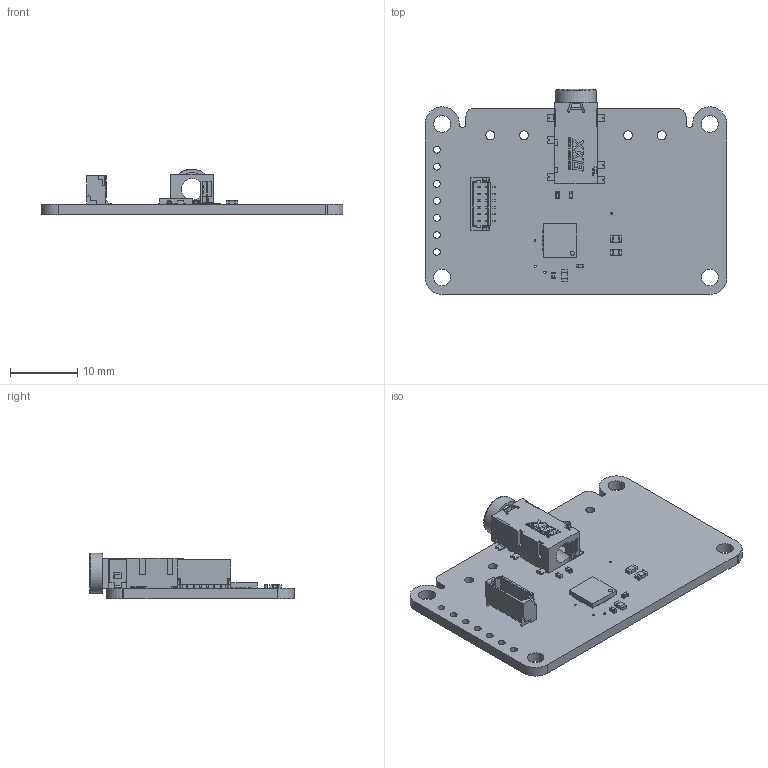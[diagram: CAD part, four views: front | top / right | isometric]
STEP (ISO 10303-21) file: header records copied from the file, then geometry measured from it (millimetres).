
FILE_DESCRIPTION(/* description */ (''),/* implementation_level */ '2;1');
FILE_NAME(/* name */ 'Laskakit-MAX31865 v11.step',/* time_stamp */ '2024-01-12T13:54:25+01:00',/* author */ (''),/* organization */ (''),/* preprocessor_version */ 'ST-DEVELOPER v20',/* originating_system */ 'Autodesk Translation Framework v12.14.0.127',/* authorisation */ '');
FILE_SCHEMA (('AUTOMOTIVE_DESIGN { 1 0 10303 214 3 1 1 }'));
Length unit declared in the file: millimetre
Products named in the file (20): Laskakit-MAX31865; Board; Packages; R0603; LASKKIT_10MM_SILKSCREEN; USUP_4MM_SILKSCREEN; 1X06_1MM_RA_VERT; QFN65P500X500X80-21N; Body; ThermalPin; PinsArrayLR; PinsArrayTB; PJ-342B-TX-SMT; SPI_4MM_SILKSCREEN; C0402; Pin1; Pin2; CeramicBody; 2,5-PAD; R0603 (1)
Assembly tree (26 placements, depth 4):
  Laskakit-MAX31865
    Board
    Packages
      R0603
      LASKKIT_10MM_SILKSCREEN
      USUP_4MM_SILKSCREEN
      1X06_1MM_RA_VERT
      QFN65P500X500X80-21N
        Body
        ThermalPin
        PinsArrayLR
        PinsArrayTB
      PJ-342B-TX-SMT
      SPI_4MM_SILKSCREEN
      C0402  x4
        Pin1
        Pin2
        CeramicBody
      2,5-PAD  x4
      R0603 (1)  x2
Bounding box: 44.96 x 30.52 x 6.82 mm (x, y, z)
Volume: 2200.5 mm3; surface area: 3906.9 mm2
Topology: 50 solids, 50 shells, 1728 faces, 4519 edges, 2897 vertices
Faces by surface type: plane 1225, cylinder 347, sphere 80, bspline 72, torus 3, cone 1
Full cylindrical faces by diameter (mm): 0.25 x3, 0.3 x5, 0.35 x1, 0.625 x1, 1.016 x7, 1.16 x2, 1.321 x4, 2.5 x4, 3.6 x1, 6 x1
Entity records: 46406 total; most frequent: CARTESIAN_POINT 9151, ORIENTED_EDGE 7674, DIRECTION 7215, EDGE_CURVE 3837, LINE 3283, VECTOR 3283, VERTEX_POINT 2505, AXIS2_PLACEMENT_3D 1966
